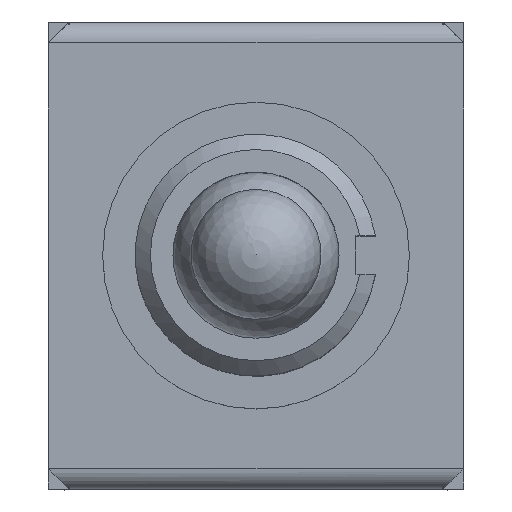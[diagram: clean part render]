
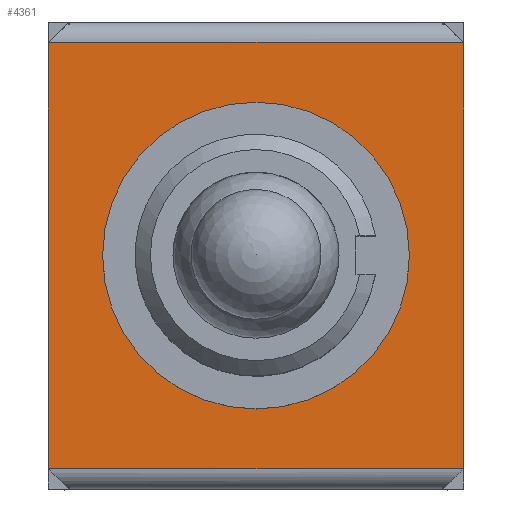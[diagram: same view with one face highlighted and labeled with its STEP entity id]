
A CAD part, top view. The second image highlights one B-rep face of the part: STEP entity #4361.
In plain terms, the highlighted planar face has unit normal (0, 0, 1).
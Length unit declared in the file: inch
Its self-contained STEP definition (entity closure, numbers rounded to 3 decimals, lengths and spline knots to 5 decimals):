
#121=FACE_BOUND('',#664,.T.);
#201=PLANE('',#4693);
#426=FACE_OUTER_BOUND('',#663,.T.);
#663=EDGE_LOOP('',(#3642,#3643,#3644,#3645,#3646,#3647,#3648,#3649));
#664=EDGE_LOOP('',(#3650));
#1007=LINE('',#7707,#1485);
#1011=LINE('',#7716,#1489);
#1038=LINE('',#7775,#1516);
#1040=LINE('',#7781,#1518);
#1043=LINE('',#7786,#1521);
#1044=LINE('',#7788,#1522);
#1045=LINE('',#7790,#1523);
#1046=LINE('',#7791,#1524);
#1485=VECTOR('',#5437,0.3937);
#1489=VECTOR('',#5445,0.3937);
#1516=VECTOR('',#5484,0.3937);
#1518=VECTOR('',#5490,0.3937);
#1521=VECTOR('',#5495,0.3937);
#1522=VECTOR('',#5496,0.3937);
#1523=VECTOR('',#5497,0.3937);
#1524=VECTOR('',#5498,0.3937);
#1740=CIRCLE('',#4510,0.11811);
#1841=VERTEX_POINT('',#6014);
#2090=VERTEX_POINT('',#7704);
#2091=VERTEX_POINT('',#7706);
#2094=VERTEX_POINT('',#7714);
#2119=VERTEX_POINT('',#7772);
#2120=VERTEX_POINT('',#7774);
#2122=VERTEX_POINT('',#7780);
#2124=VERTEX_POINT('',#7787);
#2125=VERTEX_POINT('',#7789);
#2275=EDGE_CURVE('',#1841,#1841,#1740,.T.);
#2629=EDGE_CURVE('',#2090,#2091,#1007,.T.);
#2634=EDGE_CURVE('',#2094,#2090,#1011,.T.);
#2664=EDGE_CURVE('',#2119,#2120,#1038,.T.);
#2667=EDGE_CURVE('',#2120,#2122,#1040,.T.);
#2670=EDGE_CURVE('',#2122,#2094,#1043,.T.);
#2671=EDGE_CURVE('',#2124,#2119,#1044,.T.);
#2672=EDGE_CURVE('',#2125,#2124,#1045,.T.);
#2673=EDGE_CURVE('',#2091,#2125,#1046,.T.);
#3642=ORIENTED_EDGE('',*,*,#2629,.F.);
#3643=ORIENTED_EDGE('',*,*,#2634,.F.);
#3644=ORIENTED_EDGE('',*,*,#2670,.F.);
#3645=ORIENTED_EDGE('',*,*,#2667,.F.);
#3646=ORIENTED_EDGE('',*,*,#2664,.F.);
#3647=ORIENTED_EDGE('',*,*,#2671,.F.);
#3648=ORIENTED_EDGE('',*,*,#2672,.F.);
#3649=ORIENTED_EDGE('',*,*,#2673,.F.);
#3650=ORIENTED_EDGE('',*,*,#2275,.T.);
#4361=ADVANCED_FACE('',(#426,#121),#201,.T.);
#4510=AXIS2_PLACEMENT_3D('',#6016,#4873,#4874);
#4693=AXIS2_PLACEMENT_3D('',#7785,#5493,#5494);
#4873=DIRECTION('center_axis',(0.,0.,
-1.));
#4874=DIRECTION('ref_axis',(-1.,0.,0.));
#5437=DIRECTION('',(1.,0.,0.));
#5445=DIRECTION('',(0.707,0.707,0.));
#5484=DIRECTION('',(-1.,0.,0.));
#5490=DIRECTION('',(-0.707,0.707,0.));
#5493=DIRECTION('center_axis',(0.,0.,
1.));
#5494=DIRECTION('ref_axis',(1.,0.,0.));
#5495=DIRECTION('',(0.,1.,0.));
#5496=DIRECTION('',(-0.707,-0.707,0.));
#5497=DIRECTION('',(0.,-1.,0.));
#5498=DIRECTION('',(0.707,-0.707,0.));
#6014=CARTESIAN_POINT('',(0.11811,0.,0.28858));
#6016=CARTESIAN_POINT('Origin',(0.,0.,
0.28858));
#7704=CARTESIAN_POINT('',(-0.15965,0.16417,0.28858));
#7706=CARTESIAN_POINT('',(0.15965,0.16417,0.28858));
#7707=CARTESIAN_POINT('',(-0.08002,0.16417,0.28858));
#7714=CARTESIAN_POINT('',(-0.16004,0.16378,0.28858));
#7716=CARTESIAN_POINT('',(-0.15694,0.16688,0.28858));
#7772=CARTESIAN_POINT('',(0.15965,-0.16417,0.28858));
#7774=CARTESIAN_POINT('',(-0.15965,-0.16417,0.28858));
#7775=CARTESIAN_POINT('',(0.08002,-0.16417,0.28858));
#7780=CARTESIAN_POINT('',(-0.16004,-0.16378,0.28858));
#7781=CARTESIAN_POINT('',(-0.15694,-0.16688,0.28858));
#7785=CARTESIAN_POINT('Origin',(0.,0.,
0.28858));
#7786=CARTESIAN_POINT('',(-0.16004,-0.17992,0.28858));
#7787=CARTESIAN_POINT('',(0.16004,-0.16378,0.28858));
#7788=CARTESIAN_POINT('',(0.15694,-0.16688,0.28858));
#7789=CARTESIAN_POINT('',(0.16004,0.16378,0.28858));
#7790=CARTESIAN_POINT('',(0.16004,0.17992,0.28858));
#7791=CARTESIAN_POINT('',(0.15694,0.16688,0.28858));
